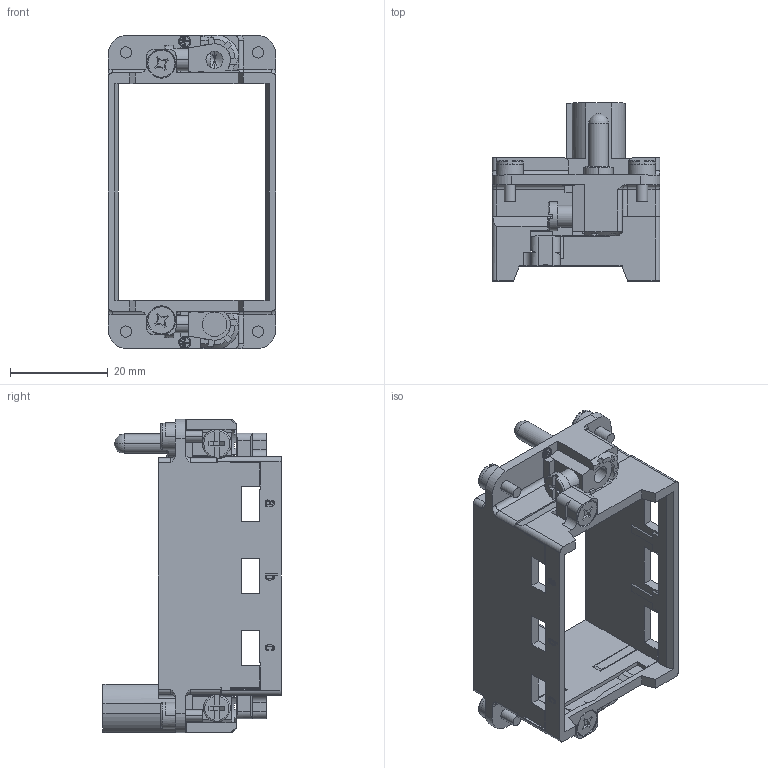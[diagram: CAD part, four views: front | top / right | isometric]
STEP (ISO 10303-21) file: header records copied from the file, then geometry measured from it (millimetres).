
FILE_DESCRIPTION((''),'2;1');
FILE_NAME('3D_1290100001003_HF10B-NLA3_V1_','2021-03-23T',('lian.chen'),(''),'PRO/ENGINEER BY PARAMETRIC TECHNOLOGY CORPORATION, 2012480','PRO/ENGINEER BY PARAMETRIC TECHNOLOGY CORPORATION, 2012480','');
FILE_SCHEMA(('AUTOMOTIVE_DESIGN { 1 0 10303 214 1 1 1 1 }'));
Length unit declared in the file: millimetre
Products named in the file (1): 3D_1290100001003_HF10B-NLA3_V1_
Bounding box: 34.3 x 36.35 x 64 mm (x, y, z)
Volume: 11039.8 mm3; surface area: 13725.9 mm2
Topology: 2 solids, 2 shells, 840 faces, 2522 edges, 1670 vertices
Faces by surface type: plane 576, cylinder 112, extrusion 67, torus 32, cone 32, bspline 17, sphere 4
Entity records: 34626 total; most frequent: CARTESIAN_POINT 6979, ORIENTED_EDGE 5028, DIRECTION 4192, EDGE_CURVE 2514, VECTOR 1798, LINE 1731, VERTEX_POINT 1670, AXIS2_PLACEMENT_3D 1197
